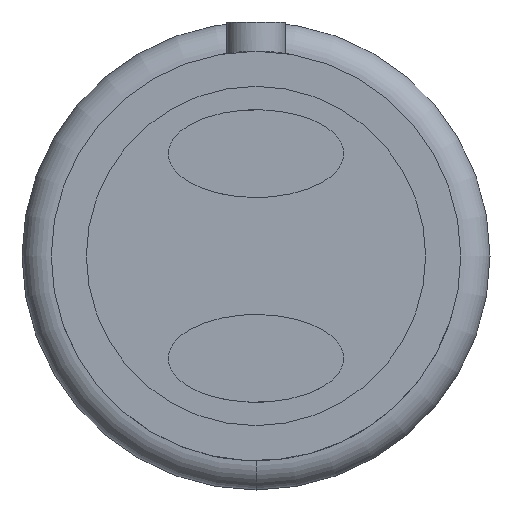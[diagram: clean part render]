
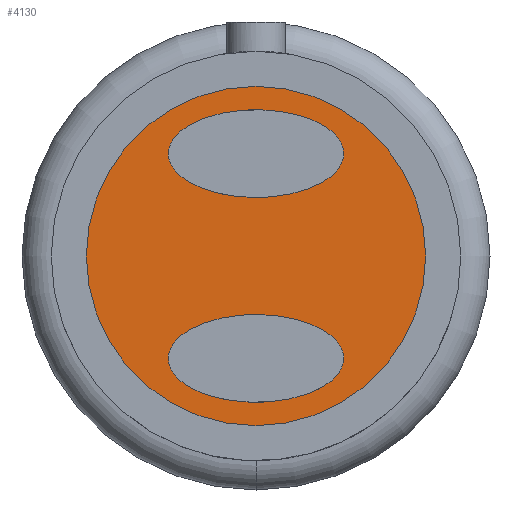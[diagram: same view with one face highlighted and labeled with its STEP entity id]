
A CAD part, front view. The second image highlights one B-rep face of the part: STEP entity #4130.
In plain terms, the highlighted planar face has unit normal (0, -1, 0).
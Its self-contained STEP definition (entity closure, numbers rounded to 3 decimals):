
#2490=CARTESIAN_POINT('',(-5.8,-12.,0.));
#2500=VERTEX_POINT('',#2490);
#2580=CARTESIAN_POINT('',(5.8,-12.,0.));
#2590=VERTEX_POINT('',#2580);
#2620=CARTESIAN_POINT('',(0.,-12.,0.));
#2630=DIRECTION('',(-0.,1.,0.));
#2640=DIRECTION('',(-1.,0.,0.));
#2650=AXIS2_PLACEMENT_3D('',#2620,#2630,#2640);
#2660=CIRCLE('',#2650,5.8);
#2670=EDGE_CURVE('',#2500,#2590,#2660,.T.);
#2790=CARTESIAN_POINT('',(2.718,-12.,0.));
#2800=DIRECTION('',(0.,-1.,0.));
#2810=DIRECTION('',(0.,0.,-1.));
#2820=AXIS2_PLACEMENT_3D('',#2790,#2800,#2810);
#2830=PLANE('',#2820);
#2840=EDGE_CURVE('',#2590,#2500,#2660,.T.);
#2850=ORIENTED_EDGE('',*,*,#2840,.F.);
#2860=ORIENTED_EDGE('',*,*,#2670,.F.);
#2870=EDGE_LOOP('',(#2860,#2850));
#2880=FACE_OUTER_BOUND('',#2870,.T.);
#2890=CARTESIAN_POINT('',(3.,-12.,-52.53));
#2900=CARTESIAN_POINT('',(3.,-12.,-36.187));
#2910=CARTESIAN_POINT('',(3.,-12.,-19.843));
#2920=CARTESIAN_POINT('',(3.,-12.,-3.412));
#2930=CARTESIAN_POINT('',(2.969,-12.,-3.228));
#2940=CARTESIAN_POINT('',(2.809,-12.,-2.946));
#2950=CARTESIAN_POINT('',(2.53,-12.,-2.674));
#2960=CARTESIAN_POINT('',(2.137,-12.,-2.432));
#2970=CARTESIAN_POINT('',(1.651,-12.,-2.235));
#2980=CARTESIAN_POINT('',(1.108,-12.,-2.095));
#2990=CARTESIAN_POINT('',(0.638,-12.,-2.029));
#3000=CARTESIAN_POINT('',(0.268,-12.,-2.004));
#3010=CARTESIAN_POINT('',(0.,-12.,-1.998));
#3020=CARTESIAN_POINT('',(-0.268,-12.,-2.004));
#3030=CARTESIAN_POINT('',(-0.638,-12.,-2.029));
#3040=CARTESIAN_POINT('',(-1.108,-12.,-2.095));
#3050=CARTESIAN_POINT('',(-1.651,-12.,-2.235));
#3060=CARTESIAN_POINT('',(-2.137,-12.,-2.432));
#3070=CARTESIAN_POINT('',(-2.53,-12.,-2.674));
#3080=CARTESIAN_POINT('',(-2.809,-12.,-2.946));
#3090=CARTESIAN_POINT('',(-2.969,-12.,-3.228));
#3100=CARTESIAN_POINT('',(-3.,-12.,-3.412));
#3110=CARTESIAN_POINT('',(-3.,-12.,-19.843));
#3120=CARTESIAN_POINT('',(-3.,-12.,-36.187));
#3130=CARTESIAN_POINT('',(-3.,-12.,-52.53));
#3140=B_SPLINE_CURVE_WITH_KNOTS('',3,(#2890,#2900,#2910,#2920,#2930,
#2940,#2950,#2960,#2970,#2980,#2990,#3000,#3010,#3020,#3030,#3040,#3050,
#3060,#3070,#3080,#3090,#3100,#3110,#3120,#3130),.UNSPECIFIED.,.F.,.F.,(
4,2,1,1,1,1,1,1,1,1,1,1,1,1,1,1,1,1,1,2,4),(-11.557,0.,0.063,
0.125,0.188,0.25,0.313,0.375,0.438,0.469,0.5,0.531,0.563,0.625,
0.688,0.75,0.813,0.875,0.938,1.,12.557),.UNSPECIFIED.);
#3150=CARTESIAN_POINT('',(3.,-12.,-3.5));
#3160=VERTEX_POINT('',#3150);
#3170=CARTESIAN_POINT('',(-3.,-12.,-3.5));
#3180=VERTEX_POINT('',#3170);
#3190=EDGE_CURVE('',#3160,#3180,#3140,.T.);
#3200=ORIENTED_EDGE('',*,*,#3190,.F.);
#3210=CARTESIAN_POINT('',(-3.,-12.,45.53));
#3220=CARTESIAN_POINT('',(-3.,-12.,29.187));
#3230=CARTESIAN_POINT('',(-3.,-12.,12.843));
#3240=CARTESIAN_POINT('',(-3.,-12.,-3.588));
#3250=CARTESIAN_POINT('',(-2.969,-12.,-3.772));
#3260=CARTESIAN_POINT('',(-2.809,-12.,-4.054));
#3270=CARTESIAN_POINT('',(-2.53,-12.,-4.326));
#3280=CARTESIAN_POINT('',(-2.137,-12.,-4.568));
#3290=CARTESIAN_POINT('',(-1.651,-12.,-4.765));
#3300=CARTESIAN_POINT('',(-1.108,-12.,-4.905));
#3310=CARTESIAN_POINT('',(-0.638,-12.,-4.971));
#3320=CARTESIAN_POINT('',(-0.268,-12.,-4.996));
#3330=CARTESIAN_POINT('',(0.,-12.,-5.002));
#3340=CARTESIAN_POINT('',(0.268,-12.,-4.996));
#3350=CARTESIAN_POINT('',(0.638,-12.,-4.971));
#3360=CARTESIAN_POINT('',(1.108,-12.,-4.905));
#3370=CARTESIAN_POINT('',(1.651,-12.,-4.765));
#3380=CARTESIAN_POINT('',(2.137,-12.,-4.568));
#3390=CARTESIAN_POINT('',(2.53,-12.,-4.326));
#3400=CARTESIAN_POINT('',(2.809,-12.,-4.054));
#3410=CARTESIAN_POINT('',(2.969,-12.,-3.772));
#3420=CARTESIAN_POINT('',(3.,-12.,-3.588));
#3430=CARTESIAN_POINT('',(3.,-12.,12.843));
#3440=CARTESIAN_POINT('',(3.,-12.,29.187));
#3450=CARTESIAN_POINT('',(3.,-12.,45.53));
#3460=B_SPLINE_CURVE_WITH_KNOTS('',3,(#3210,#3220,#3230,#3240,#3250,
#3260,#3270,#3280,#3290,#3300,#3310,#3320,#3330,#3340,#3350,#3360,#3370,
#3380,#3390,#3400,#3410,#3420,#3430,#3440,#3450),.UNSPECIFIED.,.F.,.F.,(
4,2,1,1,1,1,1,1,1,1,1,1,1,1,1,1,1,1,1,2,4),(-11.557,0.,0.063,
0.125,0.188,0.25,0.313,0.375,0.438,0.469,0.5,0.531,0.563,0.625,
0.688,0.75,0.813,0.875,0.938,1.,12.557),.UNSPECIFIED.);
#3470=EDGE_CURVE('',#3180,#3160,#3460,.T.);
#3480=ORIENTED_EDGE('',*,*,#3470,.F.);
#3490=EDGE_LOOP('',(#3480,#3200));
#3500=FACE_BOUND('',#3490,.T.);
#3510=CARTESIAN_POINT('',(3.,-12.,-21.038));
#3520=CARTESIAN_POINT('',(3.,-12.,-12.858));
#3530=CARTESIAN_POINT('',(3.,-12.,-4.679));
#3540=CARTESIAN_POINT('',(3.,-12.,3.588));
#3550=CARTESIAN_POINT('',(2.969,-12.,3.772));
#3560=CARTESIAN_POINT('',(2.809,-12.,4.054));
#3570=CARTESIAN_POINT('',(2.53,-12.,4.326));
#3580=CARTESIAN_POINT('',(2.137,-12.,4.568));
#3590=CARTESIAN_POINT('',(1.651,-12.,4.765));
#3600=CARTESIAN_POINT('',(1.108,-12.,4.905));
#3610=CARTESIAN_POINT('',(0.638,-12.,4.971));
#3620=CARTESIAN_POINT('',(0.268,-12.,4.996));
#3630=CARTESIAN_POINT('',(0.,-12.,5.002));
#3640=CARTESIAN_POINT('',(-0.268,-12.,4.996));
#3650=CARTESIAN_POINT('',(-0.638,-12.,4.971));
#3660=CARTESIAN_POINT('',(-1.108,-12.,4.905));
#3670=CARTESIAN_POINT('',(-1.651,-12.,4.765));
#3680=CARTESIAN_POINT('',(-2.137,-12.,4.568));
#3690=CARTESIAN_POINT('',(-2.53,-12.,4.326));
#3700=CARTESIAN_POINT('',(-2.809,-12.,4.054));
#3710=CARTESIAN_POINT('',(-2.969,-12.,3.772));
#3720=CARTESIAN_POINT('',(-3.,-12.,3.588));
#3730=CARTESIAN_POINT('',(-3.,-12.,-4.679));
#3740=CARTESIAN_POINT('',(-3.,-12.,-12.858));
#3750=CARTESIAN_POINT('',(-3.,-12.,-21.038));
#3760=B_SPLINE_CURVE_WITH_KNOTS('',3,(#3510,#3520,#3530,#3540,#3550,
#3560,#3570,#3580,#3590,#3600,#3610,#3620,#3630,#3640,#3650,#3660,#3670,
#3680,#3690,#3700,#3710,#3720,#3730,#3740,#3750),.UNSPECIFIED.,.F.,.F.,(
4,2,1,1,1,1,1,1,1,1,1,1,1,1,1,1,1,1,1,2,4),(-5.784,0.,0.063,
0.125,0.188,0.25,0.313,0.375,0.438,0.469,0.5,0.531,0.563,0.625,
0.688,0.75,0.813,0.875,0.938,1.,6.784),.UNSPECIFIED.);
#3770=CARTESIAN_POINT('',(3.,-12.,3.5));
#3780=VERTEX_POINT('',#3770);
#3790=CARTESIAN_POINT('',(-3.,-12.,3.5));
#3800=VERTEX_POINT('',#3790);
#3810=EDGE_CURVE('',#3780,#3800,#3760,.T.);
#3820=ORIENTED_EDGE('',*,*,#3810,.F.);
#3830=CARTESIAN_POINT('',(-3.,-12.,28.038));
#3840=CARTESIAN_POINT('',(-3.,-12.,19.858));
#3850=CARTESIAN_POINT('',(-3.,-12.,11.679));
#3860=CARTESIAN_POINT('',(-3.,-12.,3.412));
#3870=CARTESIAN_POINT('',(-2.969,-12.,3.228));
#3880=CARTESIAN_POINT('',(-2.809,-12.,2.946));
#3890=CARTESIAN_POINT('',(-2.53,-12.,2.674));
#3900=CARTESIAN_POINT('',(-2.137,-12.,2.432));
#3910=CARTESIAN_POINT('',(-1.651,-12.,2.235));
#3920=CARTESIAN_POINT('',(-1.108,-12.,2.095));
#3930=CARTESIAN_POINT('',(-0.638,-12.,2.029));
#3940=CARTESIAN_POINT('',(-0.268,-12.,2.004));
#3950=CARTESIAN_POINT('',(0.,-12.,1.998));
#3960=CARTESIAN_POINT('',(0.268,-12.,2.004));
#3970=CARTESIAN_POINT('',(0.638,-12.,2.029));
#3980=CARTESIAN_POINT('',(1.108,-12.,2.095));
#3990=CARTESIAN_POINT('',(1.651,-12.,2.235));
#4000=CARTESIAN_POINT('',(2.137,-12.,2.432));
#4010=CARTESIAN_POINT('',(2.53,-12.,2.674));
#4020=CARTESIAN_POINT('',(2.809,-12.,2.946));
#4030=CARTESIAN_POINT('',(2.969,-12.,3.228));
#4040=CARTESIAN_POINT('',(3.,-12.,3.412));
#4050=CARTESIAN_POINT('',(3.,-12.,11.679));
#4060=CARTESIAN_POINT('',(3.,-12.,19.858));
#4070=CARTESIAN_POINT('',(3.,-12.,28.038));
#4080=B_SPLINE_CURVE_WITH_KNOTS('',3,(#3830,#3840,#3850,#3860,#3870,
#3880,#3890,#3900,#3910,#3920,#3930,#3940,#3950,#3960,#3970,#3980,#3990,
#4000,#4010,#4020,#4030,#4040,#4050,#4060,#4070),.UNSPECIFIED.,.F.,.F.,(
4,2,1,1,1,1,1,1,1,1,1,1,1,1,1,1,1,1,1,2,4),(-5.784,0.,0.063,
0.125,0.188,0.25,0.313,0.375,0.438,0.469,0.5,0.531,0.563,0.625,
0.688,0.75,0.813,0.875,0.938,1.,6.784),.UNSPECIFIED.);
#4090=EDGE_CURVE('',#3800,#3780,#4080,.T.);
#4100=ORIENTED_EDGE('',*,*,#4090,.F.);
#4110=EDGE_LOOP('',(#4100,#3820));
#4120=FACE_BOUND('',#4110,.T.);
#4130=ADVANCED_FACE('',(#2880,#3500,#4120),#2830,.T.);
